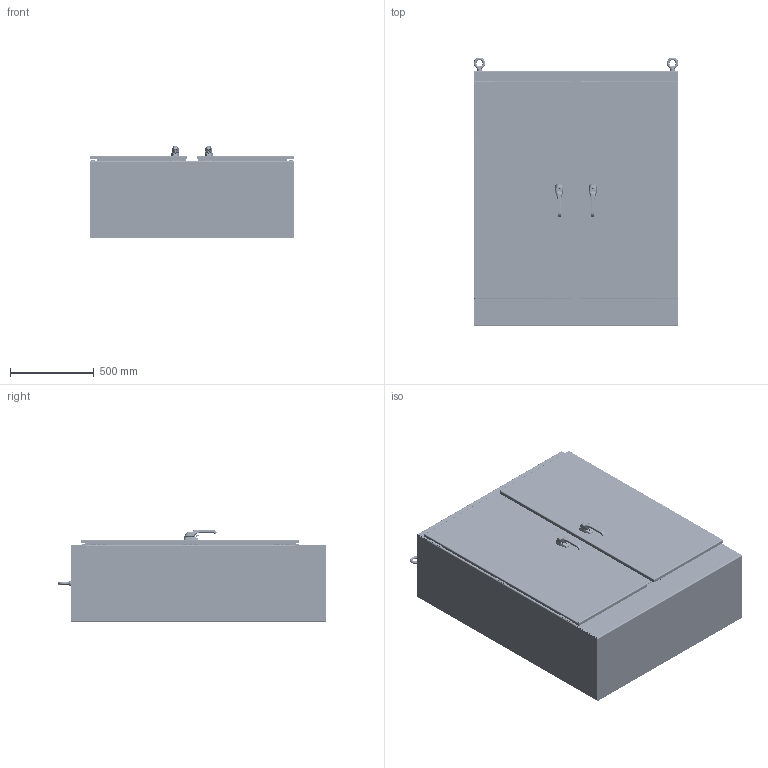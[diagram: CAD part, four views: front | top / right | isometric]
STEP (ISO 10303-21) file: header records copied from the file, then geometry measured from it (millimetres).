
FILE_DESCRIPTION(/* description */ ('ENCL., WRD, 2 DOOR, CS, NEMA4/IP66, 60X48X18'),/* implementation_level */ '2;1');
FILE_NAME(/* name */ 'WRD604818FSD4.stp',/* time_stamp */ '2021-03-22T16:01:42-05:00',/* author */ ('dnichola'),/* organization */ (''),/* preprocessor_version */ 'ST-DEVELOPER v18.1',/* originating_system */ 'Autodesk Inventor 2020',/* authorisation */ '');
FILE_SCHEMA (('AUTOMOTIVE_DESIGN { 1 0 10303 214 3 1 1 }'));
Products named in the file (52): WRD604818FSD4; 349132; 30624; 316298; HFW3025; WRD4818FSD4BTM; WRD4818FSD4TOP; WRD604818FSD4BLR; WRD6048FSD4LDR; WRD6048FSD4RDR; HFW328201KN; HFW328201HR; HFW328201PIN; HFW328201POMCLIP; HFW328202; 32450; 30221; LARGE_DOOR_ROD_ASSM-37028; HFW31712; 1091-903_AF0; 1091-903_AF0_1; 1091-903_AF0_2; PLASTIC-ROLLER-CAM_AF0_ASM; PLASTIC-ROLLER-CAM_AF1; 7379-M6-8X25_AF0; LOCK-NUT_AF0; SUPPORT-ROLL_AF0; 1091-BR11_AF0; 37028; ANSI B18.6.3 - 3/8-16 UNC - 1.75; HFW3762; 31215; 3862; HFW303132; HFW303131; WRD60FSD4MLR; WRD60FSD4RML; HFW316407_COMPRESSED; 12017; FUN00132_16.75" ...
Assembly tree (140 placements, depth 5):
  WRD604818FSD4
    38846  x8
    349132  x2
    30624  x2
    316298  x2
    HFW3025  x2
    WRD4818FSD4BTM
    WRD4818FSD4TOP
    WRD604818FSD4BLR
    WRD6048FSD4LDR
    WRD6048FSD4RDR
    32450  x2
    HFW328201KN  x6
    HFW328201HR  x6
    HFW328201PIN  x6
    HFW328201POMCLIP  x6
    HFW372218  x12
    HFW390108  x12
    HFW328202  x6
    30221  x8
    LARGE_DOOR_ROD_ASSM-37028  x2
      HFW31712
        1091-903_AF0
          1091-903_AF0_1
          1091-903_AF0_2
        PLASTIC-ROLLER-CAM_AF0_ASM
          PLASTIC-ROLLER-CAM_AF1
          7379-M6-8X25_AF0
          LOCK-NUT_AF0
        SUPPORT-ROLL_AF0
        1091-BR11_AF0
      37028
      ANSI B18.6.3 - 3/8-16 UNC - 1.75
      HFW3762
      31215
      3862
    HFW303132  x2
    HFW303131  x2
    WRD60FSD4MLR
    WRD60FSD4RML
    HFW316407_COMPRESSED  x2
    12017  x2
    FUN00132_16.75"  x8
    WRD6048FSD4FIP  x2
    HFW312002  x4
      CP10184202R01_Standard
        CP10184202R01_Deep Recess
        CP10184202R03 MODIFY
      CP10184202R02
      CP10184202R04
        _22030_0932_Spring_Plunger__1_b_2
        _22030_0932_Spring_Plunger__1_a_4
Bounding box: 1222.58 x 1606.47 x 549.09 mm (x, y, z)
Volume: 22604259.6 mm3; surface area: 16244536.9 mm2
Topology: 161 solids, 3123 shells, 8058 faces, 26864 edges, 22088 vertices
Faces by surface type: plane 2930, cylinder 2754, bspline 996, torus 636, cone 486, sphere 256
Full cylindrical faces by diameter (mm): 1.5 x4, 3.5 x4, 3.9 x2, 3.969 x8, 4.2 x4, 4.5 x4, 4.632 x132, 4.773 x4, 4.953 x12, 5 x10, 5.08 x12, 5.105 x64, 5.16 x40, 6 x6, 6.075 x56, 6.128 x4, 6.172 x4, 6.35 x188, 6.41 x4, 6.535 x32, 6.756 x20, 7.137 x6, 7.144 x4, 7.48 x12, 7.938 x4, 8 x2, 8.153 x4, 8.2 x2, 8.56 x8, 8.7 x4
Entity records: 207387 total; most frequent: CARTESIAN_POINT 111331, DIRECTION 17785, ORIENTED_EDGE 14350, EDGE_CURVE 10547, VERTEX_POINT 9146, AXIS2_PLACEMENT_3D 6512, LINE 4761, VECTOR 4761
